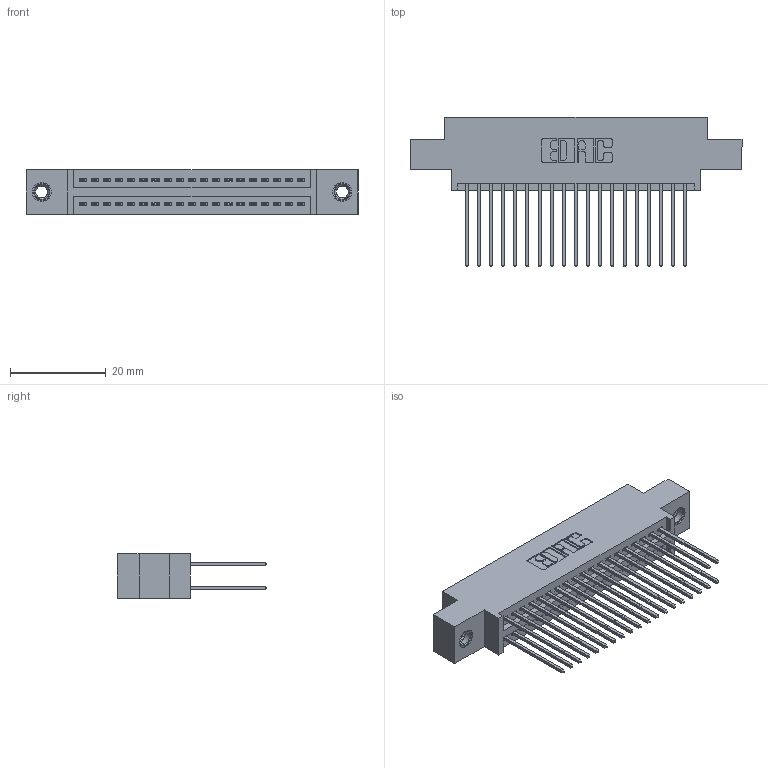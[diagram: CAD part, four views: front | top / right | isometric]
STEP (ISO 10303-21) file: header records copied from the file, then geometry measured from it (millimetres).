
FILE_DESCRIPTION (( 'STEP AP203' ), '1' );
FILE_NAME ('395-038-542-807.STEP', '2019-10-18T04:03:02', ( '' ), ( '' ), 'SwSTEP 2.0', 'SolidWorks 2016', '' );
FILE_SCHEMA (( 'CONFIG_CONTROL_DESIGN' ));
Length unit declared in the file: inch
Products named in the file (4): 345 Part_0.170 Offset - 0.156 Dia-TI; 345-292-001_345-293-142; 345-250-001_345-250-005-103; 395-038-542-807
Assembly tree (41 placements, depth 2):
  395-038-542-807
    345 Part_0.170 Offset - 0.156 Dia-TI
    345-292-001_345-293-142  x38
    345-250-001_345-250-005-103  x2
Bounding box: 69.47 x 31.29 x 9.4 mm (x, y, z)
Volume: 6585 mm3; surface area: 10287.5 mm2
Topology: 41 solids, 41 shells, 2090 faces, 6151 edges, 4042 vertices
Faces by surface type: plane 1370, cylinder 704, cone 12, torus 4
Entity records: 19340 total; most frequent: CARTESIAN_POINT 3247, ORIENTED_EDGE 3174, DIRECTION 2917, EDGE_CURVE 1587, VECTOR 1359, LINE 1359, VERTEX_POINT 1052, AXIS2_PLACEMENT_3D 779
